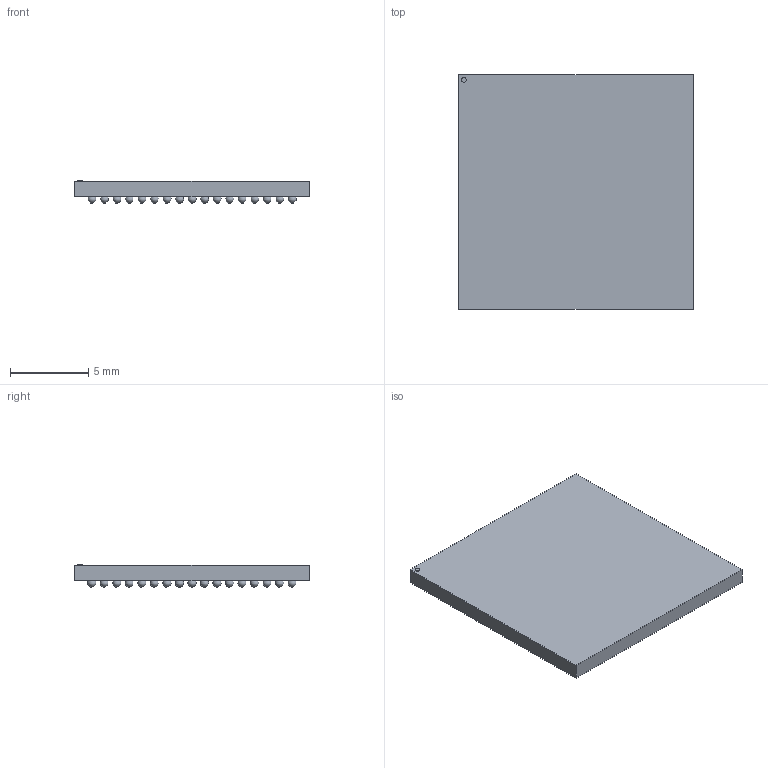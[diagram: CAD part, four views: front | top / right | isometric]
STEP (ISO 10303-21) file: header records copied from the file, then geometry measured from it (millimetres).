
FILE_DESCRIPTION(/* description */ ('model of Texas_BGA-289_15.0x15.0mm_Layout17x17_P0.8mm_Ball0.5mm_Pad0.4mm'),/* implementation_level */ '2;1');
FILE_NAME(/* name */ 'Texas_BGA-289_15.0x15.0mm_Layout17x17_P0.8mm_Ball0.5mm_Pad0.4mm.step',/* time_stamp */ '2023-02-09T07:57:03',/* author */ ('KiCAD','kicad'),/* organization */ ('OCCT'),/* preprocessor_version */ '',/* originating_system */ 'KiCAD',/* authorisation */ '');
FILE_SCHEMA(('AUTOMOTIVE_DESIGN { 1 0 10303 214 1 1 1 1 }'));
Length unit declared in the file: millimetre
Products named in the file (9): CQ assembly; f0a7ee9a-a846-11ed-960e-acde48001122; f0a7ee9a-a846-11ed-960e-acde48001122_part; f0a7f1e2-a846-11ed-960e-acde48001122; f0a7f1e2-a846-11ed-960e-acde48001122_part; f0a7f2dc-a846-11ed-960e-acde48001122; f0a7f2dc-a846-11ed-960e-acde48001122_part; f0a7f386-a846-11ed-960e-acde48001122; f0a7f386-a846-11ed-960e-acde48001122_part
Assembly tree (8 placements, depth 4):
  CQ assembly
    f0a7ee9a-a846-11ed-960e-acde48001122
      f0a7ee9a-a846-11ed-960e-acde48001122_part
      f0a7f1e2-a846-11ed-960e-acde48001122
        f0a7f1e2-a846-11ed-960e-acde48001122_part
      f0a7f2dc-a846-11ed-960e-acde48001122
        f0a7f2dc-a846-11ed-960e-acde48001122_part
      f0a7f386-a846-11ed-960e-acde48001122
        f0a7f386-a846-11ed-960e-acde48001122_part
Bounding box: 15 x 15 x 1.42 mm (x, y, z)
Volume: 244.3 mm3; surface area: 771.9 mm2
Topology: 291 solids, 291 shells, 587 faces, 1749 edges, 1166 vertices
Faces by surface type: sphere 578, plane 8, cylinder 1
Full cylindrical faces by diameter (mm): 0.3 x1
Entity records: 14544 total; most frequent: DIRECTION 2365, CARTESIAN_POINT 2066, ORIENTED_EDGE 1186, AXIS2_PLACEMENT_3D 1176, VERTEX_POINT 877, FACE_BOUND 876, EDGE_CURVE 593, ADVANCED_FACE 587
